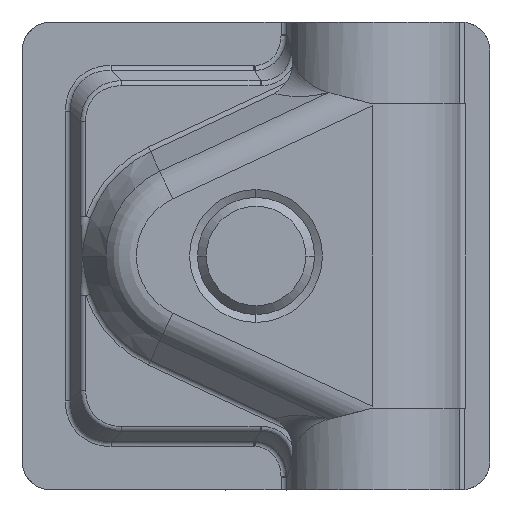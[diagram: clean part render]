
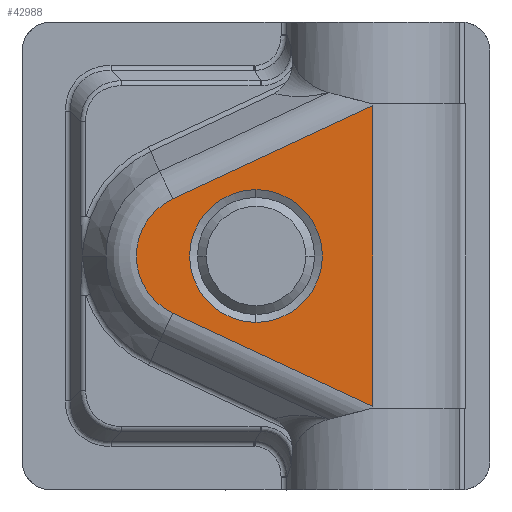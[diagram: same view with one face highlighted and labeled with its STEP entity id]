
A CAD part, front view. The second image highlights one B-rep face of the part: STEP entity #42988.
In plain terms, the highlighted planar face has unit normal (0, -1, 0).
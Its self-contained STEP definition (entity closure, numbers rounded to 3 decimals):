
#33187=CARTESIAN_POINT('',(-21.067,130.5,-171.));
#33188=DIRECTION('',(0.,-1.,0.));
#33189=DIRECTION('',(0.423,0.,-0.906));
#33190=AXIS2_PLACEMENT_3D('',#33187,#33188,#33189);
#33192=DIRECTION('',(0.906,0.,0.423));
#33193=VECTOR('',#33192,18.871);
#33194=CARTESIAN_POINT('',(-35.895,130.5,-183.852));
#33195=LINE('',#33194,#33193);
#33196=DIRECTION('',(-0.906,0.,0.423));
#33197=VECTOR('',#33196,18.871);
#33198=CARTESIAN_POINT('',(-18.792,130.5,-166.123));
#33199=LINE('',#33198,#33197);
#33200=CARTESIAN_POINT('',(-25.912,130.5,-171.));
#33201=DIRECTION('',(0.,1.,0.));
#33202=DIRECTION('',(0.,0.,-1.));
#33203=AXIS2_PLACEMENT_3D('',#33200,#33201,#33202);
#33205=CARTESIAN_POINT('',(-25.912,130.5,-171.));
#33206=DIRECTION('',(0.,1.,0.));
#33207=DIRECTION('',(0.,0.,1.));
#33208=AXIS2_PLACEMENT_3D('',#33205,#33206,#33207);
#38409=CARTESIAN_POINT('',(-35.895,130.5,-158.148));
#38416=DIRECTION('',(0.,0.,1.));
#38417=VECTOR('',#38416,25.704);
#38418=CARTESIAN_POINT('',(-35.895,130.5,-183.852));
#38419=LINE('',#38418,#38417);
#41831=VERTEX_POINT('',#38409);
#41833=CARTESIAN_POINT('',(-35.895,130.5,-183.852));
#41834=VERTEX_POINT('',#41833);
#41933=CARTESIAN_POINT('',(-25.912,130.5,-176.675));
#41934=VERTEX_POINT('',#41933);
#41935=CARTESIAN_POINT('',(-25.912,130.5,-165.325));
#41936=VERTEX_POINT('',#41935);
#41960=CARTESIAN_POINT('',(-18.792,130.5,-175.877));
#41961=VERTEX_POINT('',#41960);
#41962=CARTESIAN_POINT('',(-18.792,130.5,-166.123));
#41963=VERTEX_POINT('',#41962);
#42968=CARTESIAN_POINT('',(-32.114,130.5,-158.));
#42969=DIRECTION('',(0.,-1.,0.));
#42970=DIRECTION('',(-1.,0.,0.));
#42971=AXIS2_PLACEMENT_3D('',#42968,#42969,#42970);
#42972=PLANE('',#42971);
#42974=ORIENTED_EDGE('',*,*,#42973,.F.);
#42976=ORIENTED_EDGE('',*,*,#42975,.F.);
#42978=ORIENTED_EDGE('',*,*,#42977,.T.);
#42979=ORIENTED_EDGE('',*,*,#42956,.F.);
#42980=EDGE_LOOP('',(#42974,#42976,#42978,#42979));
#42981=FACE_OUTER_BOUND('',#42980,.F.);
#42983=ORIENTED_EDGE('',*,*,#42982,.F.);
#42985=ORIENTED_EDGE('',*,*,#42984,.F.);
#42986=EDGE_LOOP('',(#42983,#42985));
#42987=FACE_BOUND('',#42986,.F.);
#42988=ADVANCED_FACE('',(#42981,#42987),#42972,.T.);
#33191=CIRCLE('',#33190,5.381);
#33204=CIRCLE('',#33203,5.675);
#33209=CIRCLE('',#33208,5.675);
#42956=EDGE_CURVE('',#41963,#41831,#33199,.T.);
#42973=EDGE_CURVE('',#41961,#41963,#33191,.T.);
#42975=EDGE_CURVE('',#41834,#41961,#33195,.T.);
#42977=EDGE_CURVE('',#41834,#41831,#38419,.T.);
#42982=EDGE_CURVE('',#41934,#41936,#33204,.T.);
#42984=EDGE_CURVE('',#41936,#41934,#33209,.T.);
